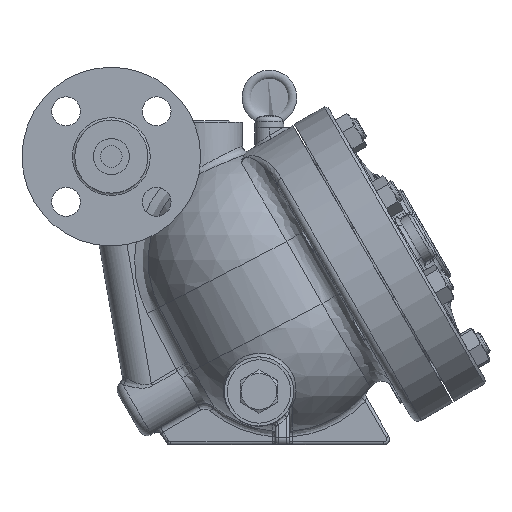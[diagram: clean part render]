
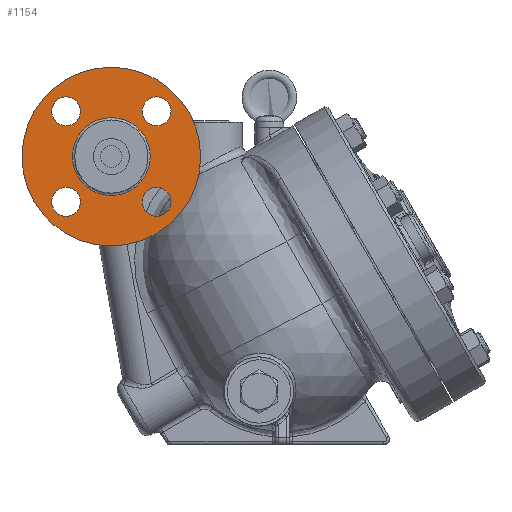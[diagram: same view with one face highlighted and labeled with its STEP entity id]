
A CAD part, front view. The second image highlights one B-rep face of the part: STEP entity #1154.
In plain terms, the highlighted planar face has unit normal (0, -1, 0).
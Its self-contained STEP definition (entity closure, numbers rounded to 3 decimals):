
#900=CARTESIAN_POINT('',(-65.,-168.6,62.));
#901=VERTEX_POINT('',#900);
#902=CARTESIAN_POINT('',(-65.,-168.6,0.));
#903=DIRECTION('',(0.0,1.0,0.0));
#904=DIRECTION('',(0.0,0.0,1.0));
#905=AXIS2_PLACEMENT_3D('',#902,#903,#904);
#906=CIRCLE('',#905,62.);
#907=EDGE_CURVE('',#901,#901,#906,.T.);
#1067=CARTESIAN_POINT('',(-65.,-168.6,27.0));
#1068=VERTEX_POINT('',#1067);
#1069=CARTESIAN_POINT('',(-65.,-168.6,0.));
#1070=DIRECTION('',(0.0,-1.0,0.0));
#1071=DIRECTION('',(0.0,0.0,-1.0));
#1072=AXIS2_PLACEMENT_3D('',#1069,#1070,#1071);
#1073=CIRCLE('',#1072,27.);
#1074=EDGE_CURVE('',#1068,#1068,#1073,.T.);
#1099=CARTESIAN_POINT('',(-65.,-168.6,43.7));
#1100=DIRECTION('',(0.0,-1.0,0.0));
#1101=DIRECTION('',(0.0,0.0,-1.0));
#1102=AXIS2_PLACEMENT_3D('',#1099,#1100,#1101);
#1103=PLANE('',#1102);
#1104=ORIENTED_EDGE('',*,*,#907,.F.);
#1105=EDGE_LOOP('',(#1104));
#1106=FACE_OUTER_BOUND('',#1105,.T.);
#1107=CARTESIAN_POINT('',(-86.431,-168.6,31.431));
#1108=VERTEX_POINT('',#1107);
#1109=CARTESIAN_POINT('',(-96.431,-168.6,31.431));
#1110=DIRECTION('',(0.0,1.0,0.0));
#1111=DIRECTION('',(1.0,0.0,0.0));
#1112=AXIS2_PLACEMENT_3D('',#1109,#1110,#1111);
#1113=CIRCLE('',#1112,10.);
#1114=EDGE_CURVE('',#1108,#1108,#1113,.T.);
#1115=ORIENTED_EDGE('',*,*,#1114,.T.);
#1116=EDGE_LOOP('',(#1115));
#1117=FACE_BOUND('',#1116,.T.);
#1118=CARTESIAN_POINT('',(-33.569,-168.6,21.431));
#1119=VERTEX_POINT('',#1118);
#1120=CARTESIAN_POINT('',(-33.569,-168.6,31.431));
#1121=DIRECTION('',(0.0,1.0,0.0));
#1122=DIRECTION('',(0.0,0.0,-1.0));
#1123=AXIS2_PLACEMENT_3D('',#1120,#1121,#1122);
#1124=CIRCLE('',#1123,10.);
#1125=EDGE_CURVE('',#1119,#1119,#1124,.T.);
#1126=ORIENTED_EDGE('',*,*,#1125,.T.);
#1127=EDGE_LOOP('',(#1126));
#1128=FACE_BOUND('',#1127,.T.);
#1129=CARTESIAN_POINT('',(-43.569,-168.6,-31.431));
#1130=VERTEX_POINT('',#1129);
#1131=CARTESIAN_POINT('',(-33.569,-168.6,-31.431));
#1132=DIRECTION('',(0.0,1.0,0.0));
#1133=DIRECTION('',(-1.0,0.0,0.0));
#1134=AXIS2_PLACEMENT_3D('',#1131,#1132,#1133);
#1135=CIRCLE('',#1134,10.);
#1136=EDGE_CURVE('',#1130,#1130,#1135,.T.);
#1137=ORIENTED_EDGE('',*,*,#1136,.T.);
#1138=EDGE_LOOP('',(#1137));
#1139=FACE_BOUND('',#1138,.T.);
#1140=CARTESIAN_POINT('',(-96.431,-168.6,-21.431));
#1141=VERTEX_POINT('',#1140);
#1142=CARTESIAN_POINT('',(-96.431,-168.6,-31.431));
#1143=DIRECTION('',(0.0,1.0,0.0));
#1144=DIRECTION('',(0.0,0.0,1.0));
#1145=AXIS2_PLACEMENT_3D('',#1142,#1143,#1144);
#1146=CIRCLE('',#1145,10.);
#1147=EDGE_CURVE('',#1141,#1141,#1146,.T.);
#1148=ORIENTED_EDGE('',*,*,#1147,.T.);
#1149=EDGE_LOOP('',(#1148));
#1150=FACE_BOUND('',#1149,.T.);
#1151=ORIENTED_EDGE('',*,*,#1074,.F.);
#1152=EDGE_LOOP('',(#1151));
#1153=FACE_BOUND('',#1152,.T.);
#1154=ADVANCED_FACE('',(#1106,#1117,#1128,#1139,#1150,#1153),#1103,.T.);
